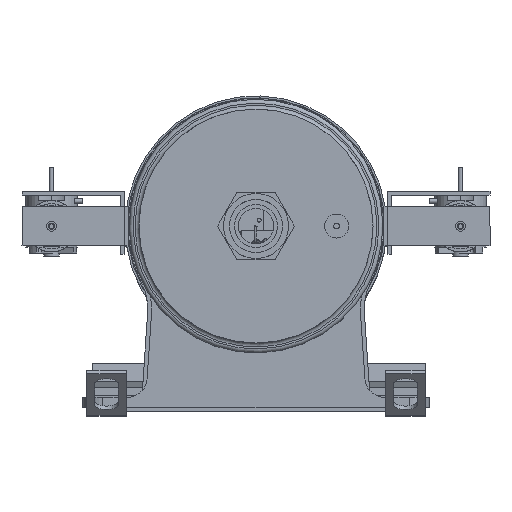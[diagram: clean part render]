
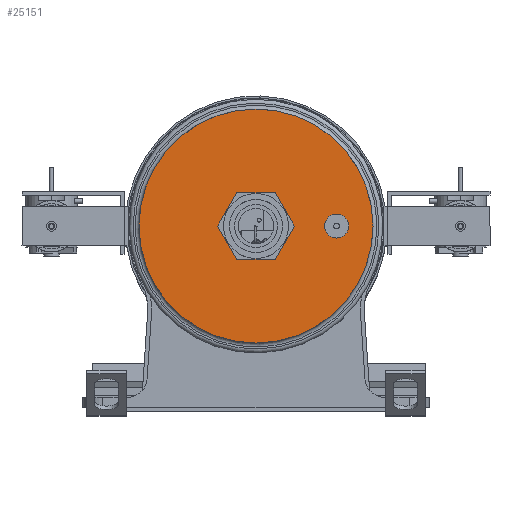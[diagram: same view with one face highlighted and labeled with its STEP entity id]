
A CAD part, top view. The second image highlights one B-rep face of the part: STEP entity #25151.
In plain terms, the highlighted face is planar.
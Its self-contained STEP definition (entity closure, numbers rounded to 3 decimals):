
#6522=PLANE('',#26476);
#7103=FACE_BOUND('',#9500,.T.);
#7104=FACE_BOUND('',#9501,.T.);
#8074=FACE_OUTER_BOUND('',#9499,.T.);
#9499=EDGE_LOOP('',(#21961));
#9500=EDGE_LOOP('',(#21962));
#9501=EDGE_LOOP('',(#21963));
#10349=CIRCLE('',#26458,6.);
#10351=CIRCLE('',#26461,13.);
#10358=CIRCLE('',#26475,59.5);
#12793=VERTEX_POINT('',#41170);
#12795=VERTEX_POINT('',#41175);
#12802=VERTEX_POINT('',#41196);
#15982=EDGE_CURVE('',#12793,#12793,#10349,.T.);
#15984=EDGE_CURVE('',#12795,#12795,#10351,.T.);
#15991=EDGE_CURVE('',#12802,#12802,#10358,.T.);
#21961=ORIENTED_EDGE('',*,*,#15991,.T.);
#21962=ORIENTED_EDGE('',*,*,#15982,.T.);
#21963=ORIENTED_EDGE('',*,*,#15984,.T.);
#25151=ADVANCED_FACE('',(#8074,#7103,#7104),#6522,.T.);
#26458=AXIS2_PLACEMENT_3D('',#41171,#30773,#30774);
#26461=AXIS2_PLACEMENT_3D('',#41176,#30779,#30780);
#26475=AXIS2_PLACEMENT_3D('',#41197,#30807,#30808);
#26476=AXIS2_PLACEMENT_3D('',#41198,#30809,#30810);
#30773=DIRECTION('center_axis',(-1.,0.,0.));
#30774=DIRECTION('ref_axis',(0.,0.,1.));
#30779=DIRECTION('center_axis',(-1.,0.,0.));
#30780=DIRECTION('ref_axis',(0.,0.,1.));
#30807=DIRECTION('center_axis',(1.,0.,0.));
#30808=DIRECTION('ref_axis',(0.,0.,-1.));
#30809=DIRECTION('center_axis',(1.,0.,0.));
#30810=DIRECTION('ref_axis',(0.,0.,-1.));
#41170=CARTESIAN_POINT('',(0.,41.,-6.));
#41171=CARTESIAN_POINT('Origin',(0.,41.,0.));
#41175=CARTESIAN_POINT('',(0.,0.,-13.));
#41176=CARTESIAN_POINT('Origin',(0.,0.,0.));
#41196=CARTESIAN_POINT('',(0.,0.,-59.5));
#41197=CARTESIAN_POINT('Origin',(0.,0.,0.));
#41198=CARTESIAN_POINT('Origin',(0.,0.,0.));
